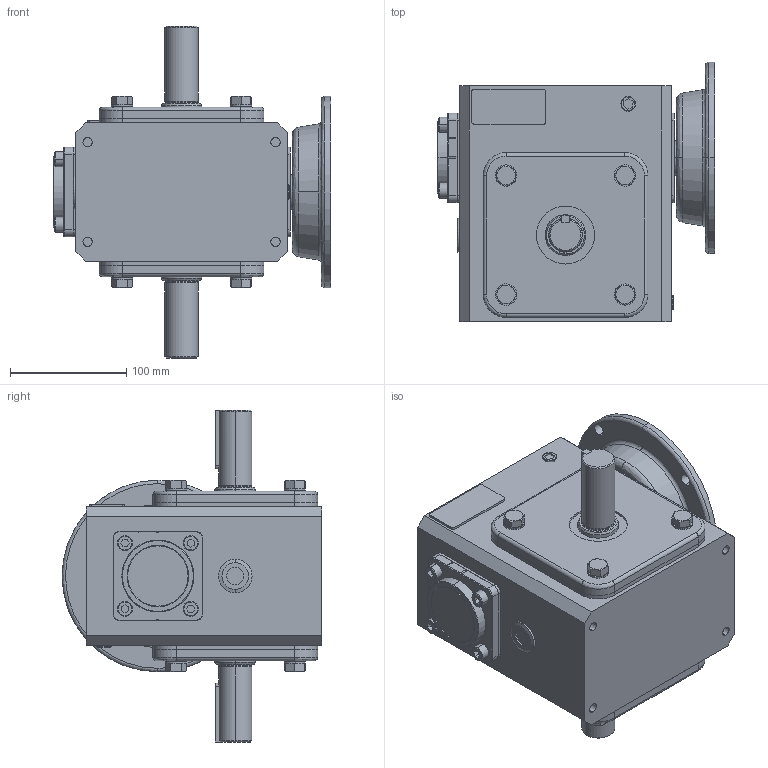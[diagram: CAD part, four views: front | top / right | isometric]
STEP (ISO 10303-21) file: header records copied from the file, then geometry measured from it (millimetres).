
FILE_DESCRIPTION (( 'STEP AP203' ), '1' );
FILE_NAME ('WG-262-020-D.step', '2016-02-01T18:59:58', ( '' ), ( '' ), 'SwSTEP 2.0', 'SolidWorks 2015', '' );
FILE_SCHEMA (( 'CONFIG_CONTROL_DESIGN' ));
Length unit declared in the file: inch
Products named in the file (1): WG-262-020-D
Bounding box: 239 x 223.8 x 286 mm (x, y, z)
Volume: 5278332 mm3; surface area: 408100.2 mm2
Topology: 39 solids, 39 shells, 562 faces, 1268 edges, 812 vertices
Faces by surface type: plane 307, cylinder 150, cone 69, bspline 36
Entity records: 21612 total; most frequent: CARTESIAN_POINT 9025, DIRECTION 2595, ORIENTED_EDGE 2528, EDGE_CURVE 1264, AXIS2_PLACEMENT_3D 930, VERTEX_POINT 812, LINE 735, VECTOR 735
